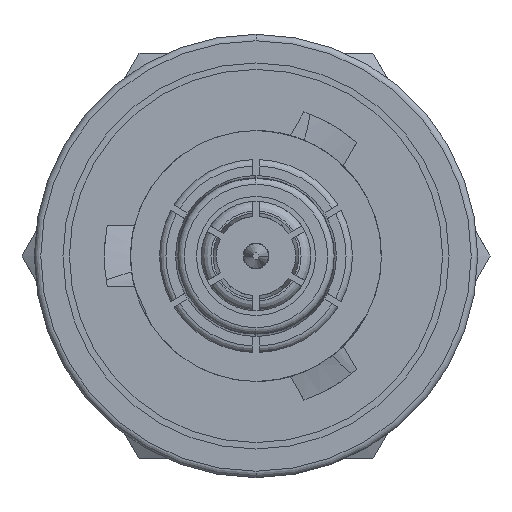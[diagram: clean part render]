
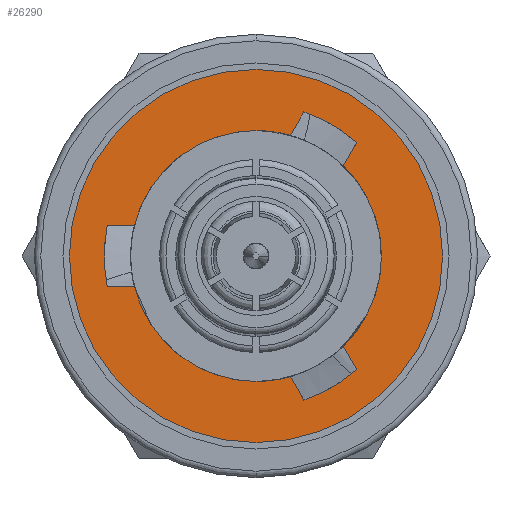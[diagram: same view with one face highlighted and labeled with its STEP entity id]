
A CAD part, left-side view. The second image highlights one B-rep face of the part: STEP entity #26290.
In plain terms, the highlighted face is planar.
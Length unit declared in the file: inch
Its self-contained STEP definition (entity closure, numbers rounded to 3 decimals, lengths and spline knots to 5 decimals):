
#74 = EDGE_CURVE ( 'NONE', #13226, #5560, #23951, .T. ) ;
#820 = CIRCLE ( 'NONE', #22168, 0.236 ) ;
#914 = CARTESIAN_POINT ( 'NONE',  ( 0., -0.07445, -0.22395 ) ) ;
#937 = VECTOR ( 'NONE', #4686, 39.37008 ) ;
#1123 = EDGE_CURVE ( 'NONE', #28671, #33201, #1787, .T. ) ;
#1281 = CARTESIAN_POINT ( 'NONE',  ( 0., -0.07445, 0.22395 ) ) ;
#1491 = CIRCLE ( 'NONE', #8448, 0.236 ) ;
#1787 = LINE ( 'NONE', #26350, #937 ) ;
#2364 = AXIS2_PLACEMENT_3D ( 'NONE', #26730, #21837, #27101 ) ;
#2468 = VERTEX_POINT ( 'NONE', #10336 ) ;
#2931 = AXIS2_PLACEMENT_3D ( 'NONE', #3651, #19575, #9093 ) ;
#3012 = DIRECTION ( 'NONE',  ( -1., 0., 0. ) ) ;
#3025 = ORIENTED_EDGE ( 'NONE', *, *, #74, .T. ) ;
#3298 = VERTEX_POINT ( 'NONE', #10079 ) ;
#3350 = VERTEX_POINT ( 'NONE', #15437 ) ;
#3523 = ORIENTED_EDGE ( 'NONE', *, *, #34732, .F. ) ;
#3651 = CARTESIAN_POINT ( 'NONE',  ( 0., 0., 0. ) ) ;
#3765 = VECTOR ( 'NONE', #18376, 39.37008 ) ;
#4343 = DIRECTION ( 'NONE',  ( 0., -0.5, -0.866 ) ) ;
#4524 = DIRECTION ( 'NONE',  ( 0., 1., 0. ) ) ;
#4686 = DIRECTION ( 'NONE',  ( 0., 0.5, 0.866 ) ) ;
#4723 = DIRECTION ( 'NONE',  ( 0., 0., 1. ) ) ;
#4947 = VERTEX_POINT ( 'NONE', #1281 ) ;
#5560 = VERTEX_POINT ( 'NONE', #25260 ) ;
#5796 = VECTOR ( 'NONE', #21919, 39.37008 ) ;
#6057 = VECTOR ( 'NONE', #4343, 39.37008 ) ;
#6107 = CARTESIAN_POINT ( 'NONE',  ( 0., 0.23117, 0.0475 ) ) ;
#6200 = EDGE_CURVE ( 'NONE', #13442, #3350, #30838, .T. ) ;
#6752 = DIRECTION ( 'NONE',  ( 0., 0., 1. ) ) ;
#6797 = DIRECTION ( 'NONE',  ( -1., 0., 0. ) ) ;
#6901 = CARTESIAN_POINT ( 'NONE',  ( 0., -0.07445, -0.22395 ) ) ;
#7051 = CARTESIAN_POINT ( 'NONE',  ( 0., 0., 0. ) ) ;
#7646 = EDGE_CURVE ( 'NONE', #22625, #34205, #34552, .T. ) ;
#8448 = AXIS2_PLACEMENT_3D ( 'NONE', #32880, #3012, #25058 ) ;
#8540 = CARTESIAN_POINT ( 'NONE',  ( 0., -0.05343, 0.18754 ) ) ;
#8699 = EDGE_CURVE ( 'NONE', #5560, #4947, #1491, .T. ) ;
#8701 = ORIENTED_EDGE ( 'NONE', *, *, #1123, .T. ) ;
#9061 = CIRCLE ( 'NONE', #11382, 0.195 ) ;
#9093 = DIRECTION ( 'NONE',  ( 0., 0., 1. ) ) ;
#9464 = CARTESIAN_POINT ( 'NONE',  ( 0., 0., 0. ) ) ;
#9583 = DIRECTION ( 'NONE',  ( 0., 0., 1. ) ) ;
#9964 = CARTESIAN_POINT ( 'NONE',  ( 0., 0.195, 0. ) ) ;
#10036 = ORIENTED_EDGE ( 'NONE', *, *, #14985, .F. ) ;
#10079 = CARTESIAN_POINT ( 'NONE',  ( 0., 0., -0.195 ) ) ;
#10220 = VERTEX_POINT ( 'NONE', #15565 ) ;
#10336 = CARTESIAN_POINT ( 'NONE',  ( 0., 0.18913, -0.0475 ) ) ;
#10468 = EDGE_CURVE ( 'NONE', #3298, #22625, #9061, .T. ) ;
#10566 = LINE ( 'NONE', #21572, #5796 ) ;
#10827 = EDGE_CURVE ( 'NONE', #2468, #3298, #20522, .T. ) ;
#11063 = DIRECTION ( 'NONE',  ( 0., 0., 1. ) ) ;
#11225 = DIRECTION ( 'NONE',  ( -1., 0., 0. ) ) ;
#11250 = EDGE_LOOP ( 'NONE', ( #10036, #3523 ) ) ;
#11382 = AXIS2_PLACEMENT_3D ( 'NONE', #33645, #11225, #24787 ) ;
#11576 = VECTOR ( 'NONE', #4524, 39.37008 ) ;
#11847 = CARTESIAN_POINT ( 'NONE',  ( 0., 0., 0. ) ) ;
#11889 = DIRECTION ( 'NONE',  ( -1., 0., 0. ) ) ;
#11967 = ORIENTED_EDGE ( 'NONE', *, *, #7646, .T. ) ;
#12087 = CARTESIAN_POINT ( 'NONE',  ( 0., 0.23117, -0.0475 ) ) ;
#12455 = CARTESIAN_POINT ( 'NONE',  ( 0., 0.18913, 0.0475 ) ) ;
#12560 = AXIS2_PLACEMENT_3D ( 'NONE', #31570, #6797, #17802 ) ;
#13226 = VERTEX_POINT ( 'NONE', #14301 ) ;
#13442 = VERTEX_POINT ( 'NONE', #8540 ) ;
#13472 = ORIENTED_EDGE ( 'NONE', *, *, #22502, .T. ) ;
#13833 = ORIENTED_EDGE ( 'NONE', *, *, #8699, .T. ) ;
#14301 = CARTESIAN_POINT ( 'NONE',  ( 0., -0.1357, 0.14004 ) ) ;
#14321 = ORIENTED_EDGE ( 'NONE', *, *, #10468, .T. ) ;
#14591 = EDGE_CURVE ( 'NONE', #33201, #13226, #24690, .T. ) ;
#14804 = DIRECTION ( 'NONE',  ( -1., 0., 0. ) ) ;
#14985 = EDGE_CURVE ( 'NONE', #26262, #10220, #31471, .T. ) ;
#15437 = CARTESIAN_POINT ( 'NONE',  ( 0., 0., 0.195 ) ) ;
#15565 = CARTESIAN_POINT ( 'NONE',  ( 0., 0., -0.29 ) ) ;
#15831 = EDGE_LOOP ( 'NONE', ( #17996, #8701, #34473, #3025, #13833, #20568, #27499, #35337, #35439, #22608, #13472, #23307, #14321, #11967 ) ) ;
#17802 = DIRECTION ( 'NONE',  ( 0., 0., 1. ) ) ;
#17869 = CARTESIAN_POINT ( 'NONE',  ( 0., 0.23117, 0.0475 ) ) ;
#17959 = DIRECTION ( 'NONE',  ( 0., 0., 1. ) ) ;
#17996 = ORIENTED_EDGE ( 'NONE', *, *, #25907, .T. ) ;
#18000 = LINE ( 'NONE', #35210, #3765 ) ;
#18352 = DIRECTION ( 'NONE',  ( 0., -0.5, 0.866 ) ) ;
#18376 = DIRECTION ( 'NONE',  ( 0., 0.5, -0.866 ) ) ;
#18485 = CIRCLE ( 'NONE', #25408, 0.236 ) ;
#19327 = VERTEX_POINT ( 'NONE', #12087 ) ;
#19575 = DIRECTION ( 'NONE',  ( -1., 0., 0. ) ) ;
#19729 = DIRECTION ( 'NONE',  ( -1., 0., 0. ) ) ;
#20145 = CARTESIAN_POINT ( 'NONE',  ( 0., -0.15672, -0.17645 ) ) ;
#20240 = VERTEX_POINT ( 'NONE', #6107 ) ;
#20472 = DIRECTION ( 'NONE',  ( -1., 0., 0. ) ) ;
#20522 = CIRCLE ( 'NONE', #22238, 0.195 ) ;
#20568 = ORIENTED_EDGE ( 'NONE', *, *, #28213, .T. ) ;
#20976 = FACE_OUTER_BOUND ( 'NONE', #11250, .T. ) ;
#21572 = CARTESIAN_POINT ( 'NONE',  ( 0., 0.23117, -0.0475 ) ) ;
#21822 = EDGE_CURVE ( 'NONE', #27362, #20240, #26918, .T. ) ;
#21837 = DIRECTION ( 'NONE',  ( -1., 0., 0. ) ) ;
#21860 = EDGE_CURVE ( 'NONE', #3350, #27362, #34087, .T. ) ;
#21919 = DIRECTION ( 'NONE',  ( 0., -1., 0. ) ) ;
#22168 = AXIS2_PLACEMENT_3D ( 'NONE', #32962, #19729, #11063 ) ;
#22238 = AXIS2_PLACEMENT_3D ( 'NONE', #11847, #33733, #33389 ) ;
#22290 = EDGE_CURVE ( 'NONE', #20240, #19327, #18485, .T. ) ;
#22502 = EDGE_CURVE ( 'NONE', #19327, #2468, #10566, .T. ) ;
#22608 = ORIENTED_EDGE ( 'NONE', *, *, #22290, .T. ) ;
#22625 = VERTEX_POINT ( 'NONE', #27883 ) ;
#23307 = ORIENTED_EDGE ( 'NONE', *, *, #10827, .T. ) ;
#23909 = AXIS2_PLACEMENT_3D ( 'NONE', #7051, #14804, #9583 ) ;
#23951 = LINE ( 'NONE', #26469, #28589 ) ;
#24053 = FACE_BOUND ( 'NONE', #15831, .T. ) ;
#24568 = AXIS2_PLACEMENT_3D ( 'NONE', #9464, #20472, #6752 ) ;
#24690 = CIRCLE ( 'NONE', #12560, 0.195 ) ;
#24787 = DIRECTION ( 'NONE',  ( 0., 0., 1. ) ) ;
#25058 = DIRECTION ( 'NONE',  ( 0., 0., 1. ) ) ;
#25260 = CARTESIAN_POINT ( 'NONE',  ( 0., -0.15672, 0.17645 ) ) ;
#25408 = AXIS2_PLACEMENT_3D ( 'NONE', #31242, #11889, #17959 ) ;
#25423 = CIRCLE ( 'NONE', #2931, 0.29 ) ;
#25907 = EDGE_CURVE ( 'NONE', #34205, #28671, #820, .T. ) ;
#26262 = VERTEX_POINT ( 'NONE', #32212 ) ;
#26290 = ADVANCED_FACE ( 'NONE', ( #20976, #24053 ), #32024, .F. ) ;
#26350 = CARTESIAN_POINT ( 'NONE',  ( 0., -0.15672, -0.17645 ) ) ;
#26469 = CARTESIAN_POINT ( 'NONE',  ( 0., -0.15672, 0.17645 ) ) ;
#26505 = CARTESIAN_POINT ( 'NONE',  ( 0., -0.1357, -0.14004 ) ) ;
#26730 = CARTESIAN_POINT ( 'NONE',  ( 0., 0., 0. ) ) ;
#26918 = LINE ( 'NONE', #17869, #11576 ) ;
#27101 = DIRECTION ( 'NONE',  ( 0., 0., 1. ) ) ;
#27362 = VERTEX_POINT ( 'NONE', #12455 ) ;
#27499 = ORIENTED_EDGE ( 'NONE', *, *, #6200, .T. ) ;
#27883 = CARTESIAN_POINT ( 'NONE',  ( 0., -0.05343, -0.18754 ) ) ;
#27942 = AXIS2_PLACEMENT_3D ( 'NONE', #9964, #32387, #4723 ) ;
#28213 = EDGE_CURVE ( 'NONE', #4947, #13442, #18000, .T. ) ;
#28589 = VECTOR ( 'NONE', #18352, 39.37008 ) ;
#28671 = VERTEX_POINT ( 'NONE', #20145 ) ;
#30838 = CIRCLE ( 'NONE', #23909, 0.195 ) ;
#31242 = CARTESIAN_POINT ( 'NONE',  ( 0., 0., 0. ) ) ;
#31471 = CIRCLE ( 'NONE', #24568, 0.29 ) ;
#31570 = CARTESIAN_POINT ( 'NONE',  ( 0., 0., 0. ) ) ;
#32024 = PLANE ( 'NONE',  #27942 ) ;
#32212 = CARTESIAN_POINT ( 'NONE',  ( 0., 0., 0.29 ) ) ;
#32387 = DIRECTION ( 'NONE',  ( -1., 0., 0. ) ) ;
#32880 = CARTESIAN_POINT ( 'NONE',  ( 0., 0., 0. ) ) ;
#32962 = CARTESIAN_POINT ( 'NONE',  ( 0., 0., 0. ) ) ;
#33201 = VERTEX_POINT ( 'NONE', #26505 ) ;
#33389 = DIRECTION ( 'NONE',  ( 0., 0., 1. ) ) ;
#33645 = CARTESIAN_POINT ( 'NONE',  ( 0., 0., 0. ) ) ;
#33733 = DIRECTION ( 'NONE',  ( -1., 0., 0. ) ) ;
#34087 = CIRCLE ( 'NONE', #2364, 0.195 ) ;
#34205 = VERTEX_POINT ( 'NONE', #6901 ) ;
#34473 = ORIENTED_EDGE ( 'NONE', *, *, #14591, .T. ) ;
#34552 = LINE ( 'NONE', #914, #6057 ) ;
#34732 = EDGE_CURVE ( 'NONE', #10220, #26262, #25423, .T. ) ;
#35210 = CARTESIAN_POINT ( 'NONE',  ( 0., -0.07445, 0.22395 ) ) ;
#35337 = ORIENTED_EDGE ( 'NONE', *, *, #21860, .T. ) ;
#35439 = ORIENTED_EDGE ( 'NONE', *, *, #21822, .T. ) ;
